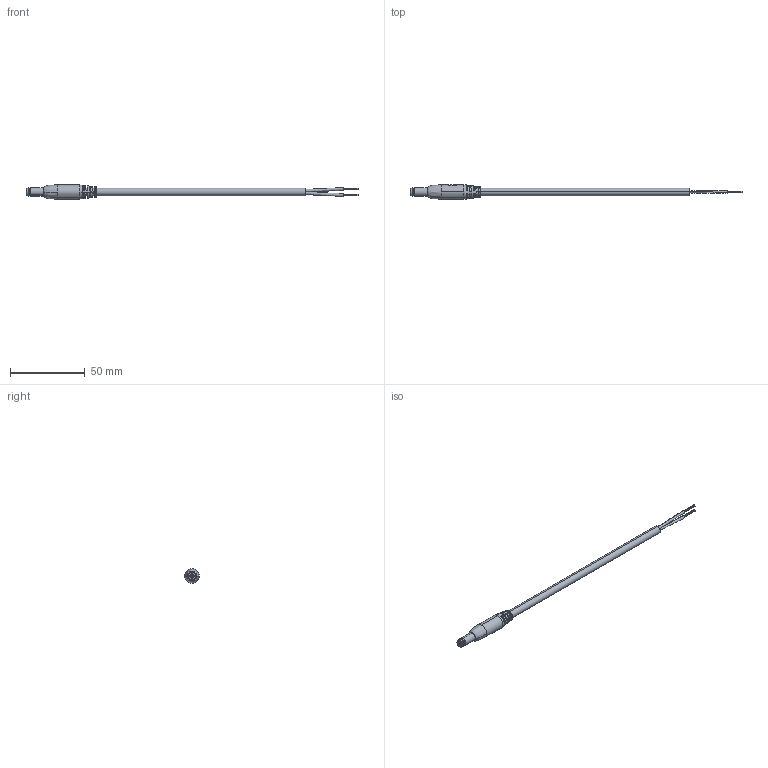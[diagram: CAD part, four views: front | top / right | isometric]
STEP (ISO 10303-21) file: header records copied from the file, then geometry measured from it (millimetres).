
FILE_DESCRIPTION (( 'STEP AP203' ), '1' );
FILE_NAME ('10-02223_revA.STEP', '2016-10-27T18:53:16', ( '' ), ( '' ), 'SwSTEP 2.0', 'SolidWorks 2015', '' );
FILE_SCHEMA (( 'CONFIG_CONTROL_DESIGN' ));
Length unit declared in the file: millimetre
Products named in the file (7): 50-00024 shell; 50-00024; 30-00683_s+t 10 mm; 50-00024 contact; 50-00024 insulator; 24-00182; 10-02223_revA
Assembly tree (6 placements, depth 3):
  10-02223_revA
    30-00683_s+t 10 mm
    24-00182
    50-00024
      50-00024 contact
      50-00024 insulator
      50-00024 shell
Bounding box: 222.68 x 9.6 x 9.6 mm (x, y, z)
Volume: 5629.5 mm3; surface area: 21434.7 mm2
Topology: 90 solids, 90 shells, 1033 faces, 2238 edges, 1474 vertices
Faces by surface type: cylinder 557, plane 333, bspline 93, cone 26, torus 24
Entity records: 32492 total; most frequent: CARTESIAN_POINT 8487, DIRECTION 5135, ORIENTED_EDGE 4476, EDGE_CURVE 2238, AXIS2_PLACEMENT_3D 2207, VERTEX_POINT 1474, EDGE_LOOP 1292, CIRCLE 1257
